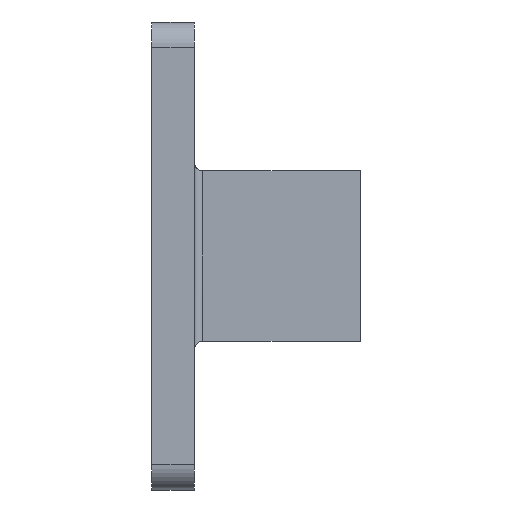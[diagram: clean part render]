
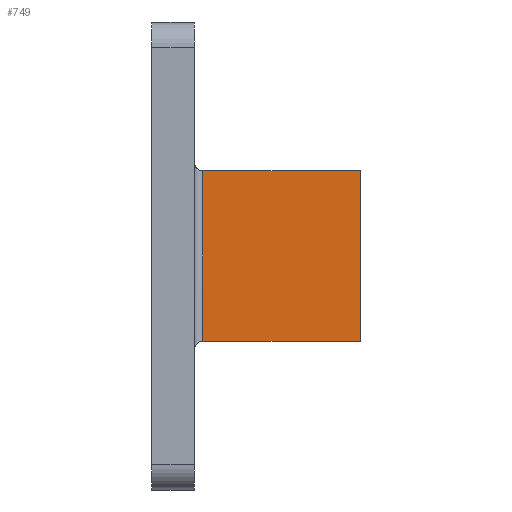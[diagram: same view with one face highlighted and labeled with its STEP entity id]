
A CAD part, left-side view. The second image highlights one B-rep face of the part: STEP entity #749.
In plain terms, the highlighted planar face has unit normal (-1, 0, 0).
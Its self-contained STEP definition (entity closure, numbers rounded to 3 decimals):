
#29 = EDGE_LOOP ( 'NONE', ( #803, #682, #1311, #596 ) ) ;
#43 = VERTEX_POINT ( 'NONE', #788 ) ;
#47 = CARTESIAN_POINT ( 'NONE',  ( -99.5, 18.5, 10. ) ) ;
#54 = DIRECTION ( 'NONE',  ( 0., 0., -1. ) ) ;
#72 = LINE ( 'NONE', #1045, #976 ) ;
#179 = EDGE_CURVE ( 'NONE', #602, #472, #626, .T. ) ;
#216 = CARTESIAN_POINT ( 'NONE',  ( -99.5, 18.5, -10. ) ) ;
#223 = AXIS2_PLACEMENT_3D ( 'NONE', #574, #804, #54 ) ;
#224 = CARTESIAN_POINT ( 'NONE',  ( -99.5, 18.5, -10. ) ) ;
#299 = CARTESIAN_POINT ( 'NONE',  ( -99.5, 0., 10. ) ) ;
#322 = DIRECTION ( 'NONE',  ( 0., -1., 0. ) ) ;
#387 = PLANE ( 'NONE',  #223 ) ;
#391 = VERTEX_POINT ( 'NONE', #299 ) ;
#452 = EDGE_CURVE ( 'NONE', #472, #43, #72, .T. ) ;
#454 = LINE ( 'NONE', #1095, #1355 ) ;
#472 = VERTEX_POINT ( 'NONE', #224 ) ;
#560 = DIRECTION ( 'NONE',  ( 0., -1., 0. ) ) ;
#562 = EDGE_CURVE ( 'NONE', #602, #391, #1085, .T. ) ;
#574 = CARTESIAN_POINT ( 'NONE',  ( -99.5, 19.5, -10. ) ) ;
#596 = ORIENTED_EDGE ( 'NONE', *, *, #970, .T. ) ;
#602 = VERTEX_POINT ( 'NONE', #47 ) ;
#626 = LINE ( 'NONE', #216, #793 ) ;
#682 = ORIENTED_EDGE ( 'NONE', *, *, #179, .T. ) ;
#749 = ADVANCED_FACE ( 'NONE', ( #1122 ), #387, .F. ) ;
#768 = CARTESIAN_POINT ( 'NONE',  ( -99.5, 19.5, 10. ) ) ;
#788 = CARTESIAN_POINT ( 'NONE',  ( -99.5, 0., -10. ) ) ;
#793 = VECTOR ( 'NONE', #1259, 1000. ) ;
#803 = ORIENTED_EDGE ( 'NONE', *, *, #562, .F. ) ;
#804 = DIRECTION ( 'NONE',  ( 1., 0., 0. ) ) ;
#847 = VECTOR ( 'NONE', #560, 1000. ) ;
#970 = EDGE_CURVE ( 'NONE', #43, #391, #454, .T. ) ;
#976 = VECTOR ( 'NONE', #322, 1000. ) ;
#1045 = CARTESIAN_POINT ( 'NONE',  ( -99.5, 19.5, -10. ) ) ;
#1085 = LINE ( 'NONE', #768, #847 ) ;
#1095 = CARTESIAN_POINT ( 'NONE',  ( -99.5, 0., -10. ) ) ;
#1122 = FACE_OUTER_BOUND ( 'NONE', #29, .T. ) ;
#1178 = DIRECTION ( 'NONE',  ( 0., 0., 1. ) ) ;
#1259 = DIRECTION ( 'NONE',  ( 0., 0., -1. ) ) ;
#1311 = ORIENTED_EDGE ( 'NONE', *, *, #452, .T. ) ;
#1355 = VECTOR ( 'NONE', #1178, 1000. ) ;
